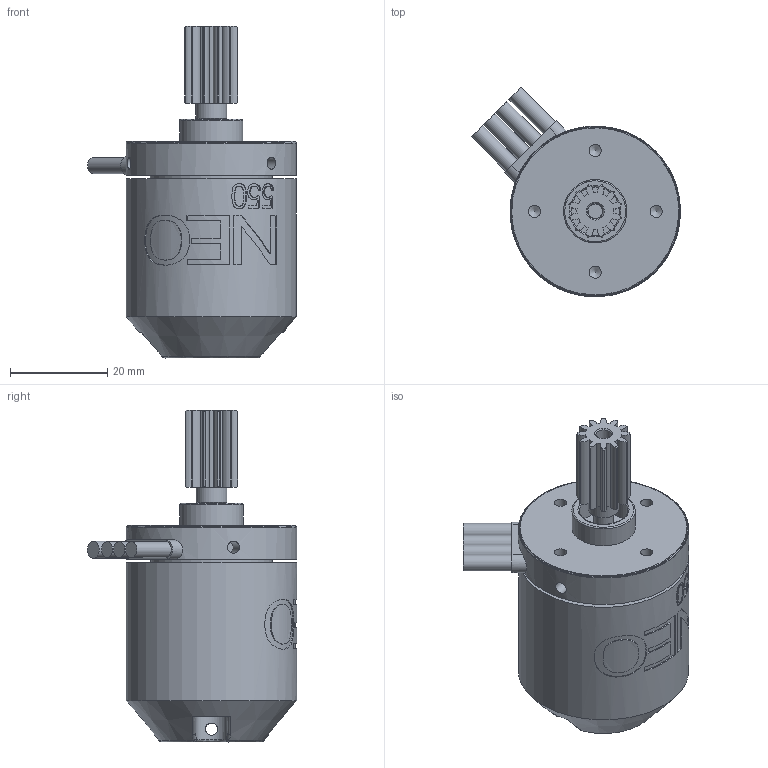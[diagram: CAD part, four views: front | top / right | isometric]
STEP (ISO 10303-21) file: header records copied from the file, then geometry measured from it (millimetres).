
FILE_DESCRIPTION (( 'STEP AP214' ), '1' );
FILE_NAME ('am-4259_12T NEO550 with 12T 32DP Pinion.STEP', '2020-06-10T19:37:48', ( '' ), ( '' ), 'SwSTEP 2.0', 'SolidWorks 2019', '' );
FILE_SCHEMA (( 'AUTOMOTIVE_DESIGN' ));
Length unit declared in the file: millimetre
Products named in the file (1): am-4259_12T NEO550 with 12T 32DP Pinion
Bounding box: 42.91 x 43 x 68.18 mm (x, y, z)
Volume: 40757.8 mm3; surface area: 10106.8 mm2
Topology: 2 solids, 2 shells, 255 faces, 660 edges, 433 vertices
Faces by surface type: cylinder 89, plane 64, bspline 63, cone 39
Full cylindrical faces by diameter (mm): 2.5 x14, 3.17 x1, 3.175 x1, 3.25 x3, 3.5 x1, 3.9 x1, 4 x2, 6.35 x1, 10 x1, 13 x1, 25 x1, 35 x2
Entity records: 20889 total; most frequent: CARTESIAN_POINT 12463, ORIENTED_EDGE 1186, DIRECTION 1032, EDGE_CURVE 593, AXIS2_PLACEMENT_3D 426, VERTEX_POINT 415, EDGE_LOOP 332, FACE_OUTER_BOUND 289
